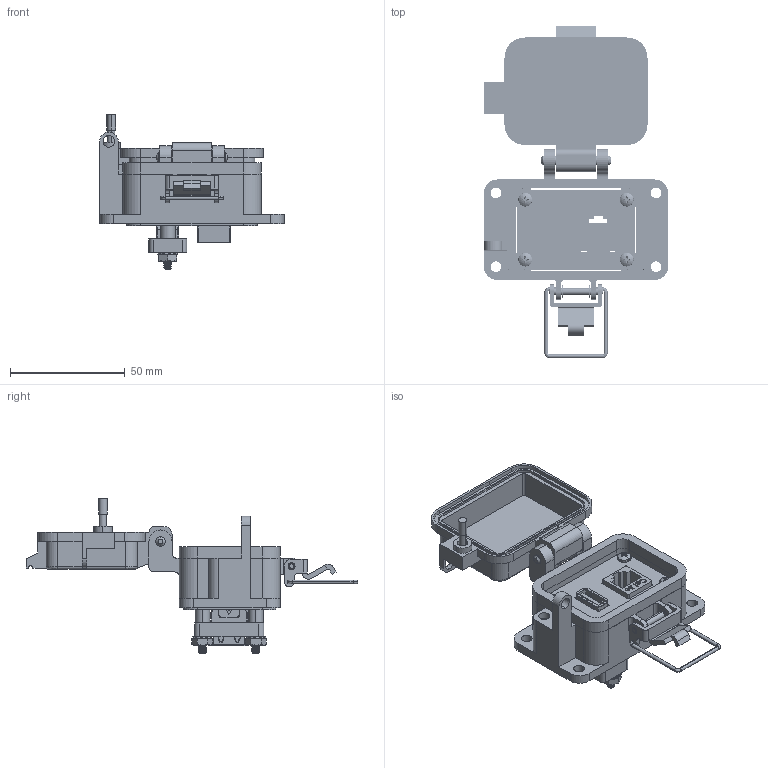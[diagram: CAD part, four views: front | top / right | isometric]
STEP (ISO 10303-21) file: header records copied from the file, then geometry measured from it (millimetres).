
FILE_DESCRIPTION (( 'STEP AP203' ), '1' );
FILE_NAME ('P-P22R2-B3RX_3D.STEP', '2018-11-02T19:43:44', ( '' ), ( '' ), 'SwSTEP 2.0', 'SolidWorks 2018', '' );
FILE_SCHEMA (( 'CONFIG_CONTROL_DESIGN' ));
Length unit declared in the file: millimetre
Products named in the file (16): -B3; P-P22R2-B3RX_TP240_2; 92005A124_METRIC PAN HEAD PHILLIPS MACHINE SCREW_92005A124; 632FH_1-1_2-IN; P-P22R2-B3RX_3D; Z-001-SPR_3_4; Z-002-632516HN_90675A007; P-P22R2-B3RX_BP180_1; P-P22R2-B3RX_FP060_1; P-P22R2-B3RX_TP060_1; Z-300-RJ45CAT5; Z-000-4243316TFP; R2; Z-300-USB-A-FF; Z-H-B3_B; P22
Assembly tree (21 placements, depth 3):
  P-P22R2-B3RX_3D
    P-P22R2-B3RX_BP180_1
    P-P22R2-B3RX_TP060_1
    Z-000-4243316TFP
    P22
      Z-300-USB-A-FF
    P-P22R2-B3RX_TP240_2
    632FH_1-1_2-IN  x2
    Z-001-SPR_3_4  x2
    Z-002-632516HN_90675A007  x2
    P-P22R2-B3RX_FP060_1
    R2
      Z-300-RJ45CAT5
    -B3
      Z-H-B3_B
    92005A124_METRIC PAN HEAD PHILLIPS MACHINE SCREW_92005A124  x4
Bounding box: 80.57 x 144.93 x 67.91 mm (x, y, z)
Volume: 69053.6 mm3; surface area: 60666.7 mm2
Topology: 27 solids, 27 shells, 2699 faces, 7630 edges, 5036 vertices
Faces by surface type: cylinder 1302, plane 968, bspline 252, cone 133, sphere 24, torus 20
Entity records: 75342 total; most frequent: CARTESIAN_POINT 28982, ORIENTED_EDGE 10310, DIRECTION 7945, EDGE_CURVE 5155, VERTEX_POINT 3407, VECTOR 3065, LINE 3065, AXIS2_PLACEMENT_3D 2440
